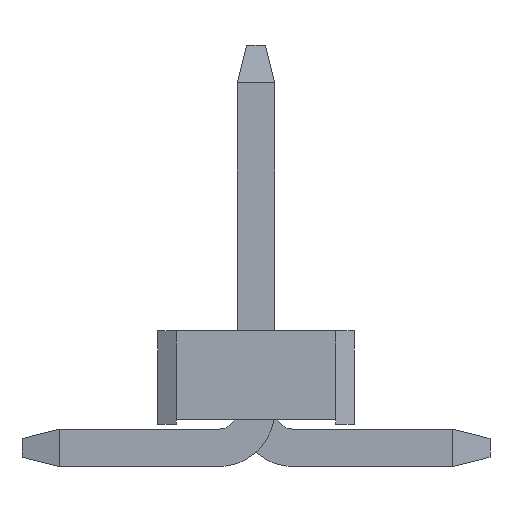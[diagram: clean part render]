
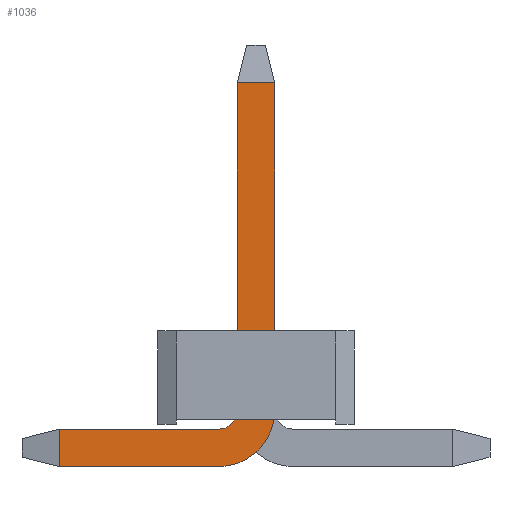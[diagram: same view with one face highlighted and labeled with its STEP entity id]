
A CAD part, front view. The second image highlights one B-rep face of the part: STEP entity #1036.
In plain terms, the highlighted planar face has unit normal (0, -1, 0).
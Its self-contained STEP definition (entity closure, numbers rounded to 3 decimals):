
#784 = EDGE_CURVE('',#785,#787,#789,.T.);
#785 = VERTEX_POINT('',#786);
#786 = CARTESIAN_POINT('',(-0.4,-0.835,0.4));
#787 = VERTEX_POINT('',#788);
#788 = CARTESIAN_POINT('',(-2.1,-0.835,0.4));
#789 = LINE('',#790,#791);
#790 = CARTESIAN_POINT('',(-0.4,-0.835,0.4));
#791 = VECTOR('',#792,1.);
#792 = DIRECTION('',(-1.,0.,0.));
#817 = VERTEX_POINT('',#818);
#818 = CARTESIAN_POINT('',(-0.4,-0.835,0.));
#824 = EDGE_CURVE('',#825,#817,#827,.T.);
#825 = VERTEX_POINT('',#826);
#826 = CARTESIAN_POINT('',(-2.1,-0.835,0.));
#827 = LINE('',#828,#829);
#828 = CARTESIAN_POINT('',(-2.5,-0.835,0.));
#829 = VECTOR('',#830,1.);
#830 = DIRECTION('',(1.,0.,0.));
#849 = VERTEX_POINT('',#850);
#850 = CARTESIAN_POINT('',(-0.2,-0.835,0.6));
#856 = EDGE_CURVE('',#785,#849,#857,.T.);
#857 = CIRCLE('',#858,0.2);
#858 = AXIS2_PLACEMENT_3D('',#859,#860,#861);
#859 = CARTESIAN_POINT('',(-0.4,-0.835,0.6));
#860 = DIRECTION('',(0.,-1.,0.));
#861 = DIRECTION('',(1.,0.,0.));
#874 = VERTEX_POINT('',#875);
#875 = CARTESIAN_POINT('',(0.2,-0.835,0.6));
#881 = EDGE_CURVE('',#817,#874,#882,.T.);
#882 = CIRCLE('',#883,0.6);
#883 = AXIS2_PLACEMENT_3D('',#884,#885,#886);
#884 = CARTESIAN_POINT('',(-0.4,-0.835,0.6));
#885 = DIRECTION('',(0.,-1.,0.));
#886 = DIRECTION('',(1.,0.,0.));
#896 = EDGE_CURVE('',#897,#849,#899,.T.);
#897 = VERTEX_POINT('',#898);
#898 = CARTESIAN_POINT('',(-0.2,-0.835,4.1));
#899 = LINE('',#900,#901);
#900 = CARTESIAN_POINT('',(-0.2,-0.835,4.5));
#901 = VECTOR('',#902,1.);
#902 = DIRECTION('',(0.,0.,-1.));
#921 = VERTEX_POINT('',#922);
#922 = CARTESIAN_POINT('',(0.2,-0.835,4.1));
#928 = EDGE_CURVE('',#874,#921,#929,.T.);
#929 = LINE('',#930,#931);
#930 = CARTESIAN_POINT('',(0.2,-0.835,0.6));
#931 = VECTOR('',#932,1.);
#932 = DIRECTION('',(0.,0.,1.));
#1036 = ADVANCED_FACE('',(#1037),#1057,.F.);
#1037 = FACE_BOUND('',#1038,.F.);
#1038 = EDGE_LOOP('',(#1039,#1040,#1046,#1047,#1048,#1049,#1055,#1056));
#1039 = ORIENTED_EDGE('',*,*,#824,.F.);
#1040 = ORIENTED_EDGE('',*,*,#1041,.F.);
#1041 = EDGE_CURVE('',#787,#825,#1042,.T.);
#1042 = LINE('',#1043,#1044);
#1043 = CARTESIAN_POINT('',(-2.1,-0.835,0.3));
#1044 = VECTOR('',#1045,1.);
#1045 = DIRECTION('',(0.,0.,-1.));
#1046 = ORIENTED_EDGE('',*,*,#784,.F.);
#1047 = ORIENTED_EDGE('',*,*,#856,.T.);
#1048 = ORIENTED_EDGE('',*,*,#896,.F.);
#1049 = ORIENTED_EDGE('',*,*,#1050,.F.);
#1050 = EDGE_CURVE('',#921,#897,#1051,.T.);
#1051 = LINE('',#1052,#1053);
#1052 = CARTESIAN_POINT('',(0.2,-0.835,4.1));
#1053 = VECTOR('',#1054,1.);
#1054 = DIRECTION('',(-1.,0.,0.));
#1055 = ORIENTED_EDGE('',*,*,#928,.F.);
#1056 = ORIENTED_EDGE('',*,*,#881,.F.);
#1057 = PLANE('',#1058);
#1058 = AXIS2_PLACEMENT_3D('',#1059,#1060,#1061);
#1059 = CARTESIAN_POINT('',(-0.513,-0.835,1.636));
#1060 = DIRECTION('',(0.,1.,0.));
#1061 = DIRECTION('',(0.,0.,1.));
